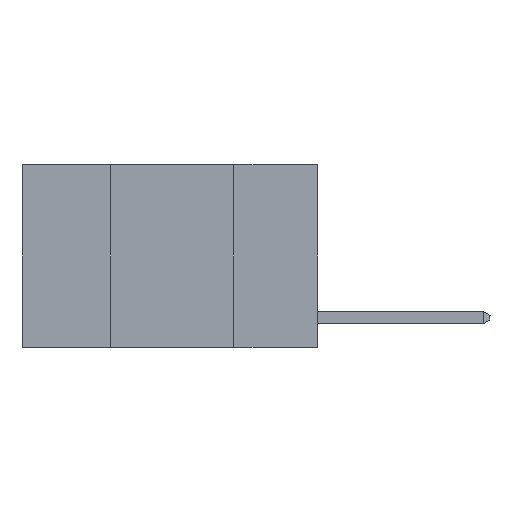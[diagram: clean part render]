
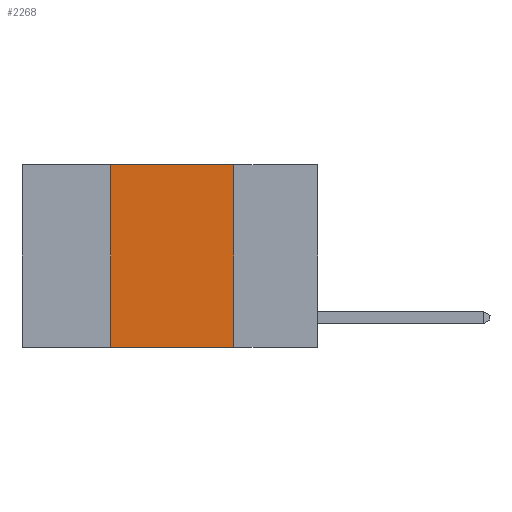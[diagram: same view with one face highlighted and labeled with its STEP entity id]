
A CAD part, left-side view. The second image highlights one B-rep face of the part: STEP entity #2268.
In plain terms, the highlighted planar face has unit normal (-1, 0, 0).
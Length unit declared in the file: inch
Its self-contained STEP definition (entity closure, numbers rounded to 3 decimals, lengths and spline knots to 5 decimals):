
#184 = VECTOR ( 'NONE', #6677, 39.37008 ) ;
#969 = ORIENTED_EDGE ( 'NONE', *, *, #4284, .F. ) ;
#1608 = VECTOR ( 'NONE', #11192, 39.37008 ) ;
#1657 = VECTOR ( 'NONE', #7770, 39.37008 ) ;
#2268 = ADVANCED_FACE ( 'NONE', ( #13530 ), #9126, .F. ) ;
#2705 = CARTESIAN_POINT ( 'NONE',  ( 0., 0.17, -0.37 ) ) ;
#2905 = CARTESIAN_POINT ( 'NONE',  ( 0., 0.17, 0. ) ) ;
#3458 = VECTOR ( 'NONE', #5952, 39.37008 ) ;
#3756 = VERTEX_POINT ( 'NONE', #6027 ) ;
#4129 = DIRECTION ( 'NONE',  ( 1., 0., 0. ) ) ;
#4284 = EDGE_CURVE ( 'NONE', #13752, #3756, #10298, .T. ) ;
#4620 = LINE ( 'NONE', #9395, #3458 ) ;
#5098 = ORIENTED_EDGE ( 'NONE', *, *, #6056, .T. ) ;
#5952 = DIRECTION ( 'NONE',  ( 0., -1., 0. ) ) ;
#6027 = CARTESIAN_POINT ( 'NONE',  ( 0., 0.42, 0. ) ) ;
#6056 = EDGE_CURVE ( 'NONE', #13752, #10792, #4620, .T. ) ;
#6677 = DIRECTION ( 'NONE',  ( 0., -1., 0. ) ) ;
#6830 = LINE ( 'NONE', #10293, #184 ) ;
#7070 = EDGE_CURVE ( 'NONE', #3756, #7109, #6830, .T. ) ;
#7109 = VERTEX_POINT ( 'NONE', #2905 ) ;
#7532 = EDGE_LOOP ( 'NONE', ( #13047, #7772, #969, #5098 ) ) ;
#7585 = LINE ( 'NONE', #8775, #1608 ) ;
#7770 = DIRECTION ( 'NONE',  ( 0., 0., 1. ) ) ;
#7772 = ORIENTED_EDGE ( 'NONE', *, *, #7070, .F. ) ;
#8775 = CARTESIAN_POINT ( 'NONE',  ( 0., 0.17, 0. ) ) ;
#8909 = AXIS2_PLACEMENT_3D ( 'NONE', #11182, #4129, #9207 ) ;
#9126 = PLANE ( 'NONE',  #8909 ) ;
#9207 = DIRECTION ( 'NONE',  ( 0., 0., -1. ) ) ;
#9395 = CARTESIAN_POINT ( 'NONE',  ( 0., 0.6, -0.37 ) ) ;
#10293 = CARTESIAN_POINT ( 'NONE',  ( 0., 0.6, 0. ) ) ;
#10298 = LINE ( 'NONE', #11457, #1657 ) ;
#10328 = EDGE_CURVE ( 'NONE', #7109, #10792, #7585, .T. ) ;
#10792 = VERTEX_POINT ( 'NONE', #2705 ) ;
#11182 = CARTESIAN_POINT ( 'NONE',  ( 0., 0.6, 0. ) ) ;
#11192 = DIRECTION ( 'NONE',  ( 0., 0., -1. ) ) ;
#11457 = CARTESIAN_POINT ( 'NONE',  ( 0., 0.42, 0. ) ) ;
#12162 = CARTESIAN_POINT ( 'NONE',  ( 0., 0.42, -0.37 ) ) ;
#13047 = ORIENTED_EDGE ( 'NONE', *, *, #10328, .F. ) ;
#13530 = FACE_OUTER_BOUND ( 'NONE', #7532, .T. ) ;
#13752 = VERTEX_POINT ( 'NONE', #12162 ) ;
